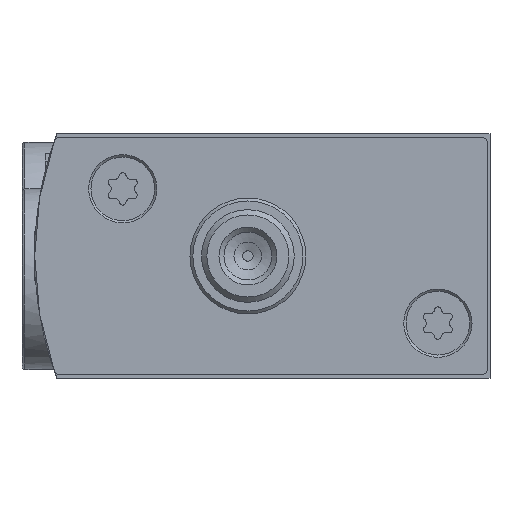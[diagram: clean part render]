
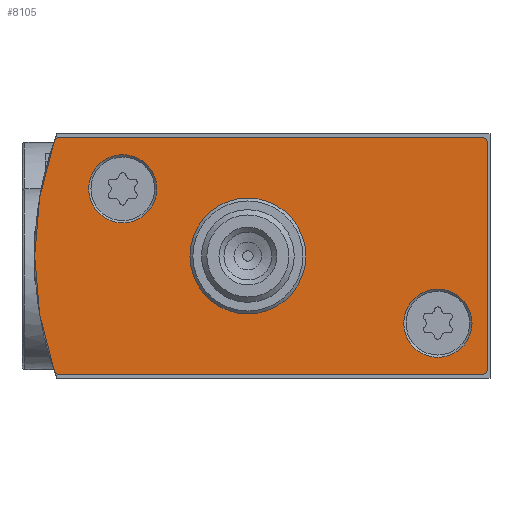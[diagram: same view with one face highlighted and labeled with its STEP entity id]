
A CAD part, left-side view. The second image highlights one B-rep face of the part: STEP entity #8105.
In plain terms, the highlighted planar face has unit normal (-1, 0, 0).
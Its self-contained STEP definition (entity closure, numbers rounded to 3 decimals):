
#849=LINE('',#13884,#1629);
#854=LINE('',#13901,#1634);
#858=LINE('',#13913,#1638);
#1629=VECTOR('',#11390,1000.);
#1634=VECTOR('',#11405,1000.);
#1638=VECTOR('',#11417,1000.);
#3485=ORIENTED_EDGE('',*,*,#4885,.F.);
#3486=ORIENTED_EDGE('',*,*,#4886,.T.);
#3487=ORIENTED_EDGE('',*,*,#4887,.T.);
#3488=ORIENTED_EDGE('',*,*,#4862,.F.);
#3489=ORIENTED_EDGE('',*,*,#4881,.F.);
#3490=ORIENTED_EDGE('',*,*,#4838,.F.);
#3491=ORIENTED_EDGE('',*,*,#4879,.F.);
#3492=ORIENTED_EDGE('',*,*,#4876,.F.);
#3493=ORIENTED_EDGE('',*,*,#4873,.F.);
#3494=ORIENTED_EDGE('',*,*,#4870,.F.);
#3495=ORIENTED_EDGE('',*,*,#4866,.F.);
#4838=EDGE_CURVE('',#5705,#5706,#6136,.T.);
#4862=EDGE_CURVE('',#5729,#5730,#849,.T.);
#4866=EDGE_CURVE('',#5730,#5733,#6145,.T.);
#4870=EDGE_CURVE('',#5733,#5736,#854,.T.);
#4873=EDGE_CURVE('',#5736,#5738,#6148,.T.);
#4876=EDGE_CURVE('',#5738,#5740,#858,.T.);
#4879=EDGE_CURVE('',#5740,#5705,#6150,.T.);
#4881=EDGE_CURVE('',#5706,#5729,#6152,.T.);
#4885=EDGE_CURVE('',#5744,#5744,#6156,.F.);
#4886=EDGE_CURVE('',#5745,#5745,#6157,.T.);
#4887=EDGE_CURVE('',#5746,#5746,#6158,.T.);
#5705=VERTEX_POINT('',#13827);
#5706=VERTEX_POINT('',#13828);
#5729=VERTEX_POINT('',#13885);
#5730=VERTEX_POINT('',#13886);
#5733=VERTEX_POINT('',#13894);
#5736=VERTEX_POINT('',#13902);
#5738=VERTEX_POINT('',#13908);
#5740=VERTEX_POINT('',#13914);
#5744=VERTEX_POINT('',#13931);
#5745=VERTEX_POINT('',#13933);
#5746=VERTEX_POINT('',#13935);
#6136=CIRCLE('',#9433,30.);
#6145=CIRCLE('',#9444,0.5);
#6148=CIRCLE('',#9449,0.5);
#6150=CIRCLE('',#9453,0.5);
#6152=CIRCLE('',#9456,0.5);
#6156=CIRCLE('',#9462,5.);
#6157=CIRCLE('',#9463,2.95);
#6158=CIRCLE('',#9464,2.95);
#6659=EDGE_LOOP('',(#3485));
#6660=EDGE_LOOP('',(#3486));
#6661=EDGE_LOOP('',(#3487));
#6662=EDGE_LOOP('',(#3488,#3489,#3490,#3491,#3492,#3493,#3494,#3495));
#7282=FACE_BOUND('',#6659,.T.);
#7283=FACE_BOUND('',#6660,.T.);
#7284=FACE_BOUND('',#6661,.T.);
#7285=FACE_BOUND('',#6662,.T.);
#7690=PLANE('',#9461);
#8105=ADVANCED_FACE('',(#7282,#7283,#7284,#7285),#7690,.F.);
#9433=AXIS2_PLACEMENT_3D('',#13826,#11358,#11359);
#9444=AXIS2_PLACEMENT_3D('',#13893,#11396,#11397);
#9449=AXIS2_PLACEMENT_3D('',#13907,#11410,#11411);
#9453=AXIS2_PLACEMENT_3D('',#13919,#11422,#11423);
#9456=AXIS2_PLACEMENT_3D('',#13922,#11428,#11429);
#9461=AXIS2_PLACEMENT_3D('',#13929,#11438,#11439);
#9462=AXIS2_PLACEMENT_3D('',#13930,#11440,#11441);
#9463=AXIS2_PLACEMENT_3D('',#13932,#11442,#11443);
#9464=AXIS2_PLACEMENT_3D('',#13934,#11444,#11445);
#11358=DIRECTION('',(1.,0.,0.));
#11359=DIRECTION('',(0.,0.,-1.));
#11390=DIRECTION('',(0.,-1.,0.));
#11396=DIRECTION('',(1.,0.,0.));
#11397=DIRECTION('',(0.,0.,-1.));
#11405=DIRECTION('',(0.,0.,-1.));
#11410=DIRECTION('',(1.,0.,0.));
#11411=DIRECTION('',(0.,0.,-1.));
#11417=DIRECTION('',(0.,1.,0.));
#11422=DIRECTION('',(1.,0.,0.));
#11423=DIRECTION('',(0.,0.,-1.));
#11428=DIRECTION('',(1.,0.,0.));
#11429=DIRECTION('',(0.,0.,-1.));
#11438=DIRECTION('',(1.,0.,0.));
#11439=DIRECTION('',(0.,0.,-1.));
#11440=DIRECTION('',(1.,0.,0.));
#11441=DIRECTION('',(0.,0.,-1.));
#11442=DIRECTION('',(1.,0.,0.));
#11443=DIRECTION('',(0.,0.,-1.));
#11444=DIRECTION('',(1.,0.,0.));
#11445=DIRECTION('',(0.,0.,-1.));
#13826=CARTESIAN_POINT('',(0.,9.3,0.));
#13827=CARTESIAN_POINT('',(0.,37.614,-9.915));
#13828=CARTESIAN_POINT('',(0.,37.614,9.915));
#13884=CARTESIAN_POINT('',(0.,37.142,10.25));
#13885=CARTESIAN_POINT('',(0.,37.142,10.25));
#13886=CARTESIAN_POINT('',(0.,0.7,10.25));
#13893=CARTESIAN_POINT('',(0.,0.7,9.75));
#13894=CARTESIAN_POINT('',(0.,0.2,9.75));
#13901=CARTESIAN_POINT('',(0.,0.2,9.75));
#13902=CARTESIAN_POINT('',(0.,0.2,-9.75));
#13907=CARTESIAN_POINT('',(0.,0.7,-9.75));
#13908=CARTESIAN_POINT('',(0.,0.7,-10.25));
#13913=CARTESIAN_POINT('',(0.,0.7,-10.25));
#13914=CARTESIAN_POINT('',(0.,37.142,-10.25));
#13919=CARTESIAN_POINT('',(0.,37.142,-9.75));
#13922=CARTESIAN_POINT('',(0.,37.142,9.75));
#13929=CARTESIAN_POINT('',(0.,0.7,9.75));
#13930=CARTESIAN_POINT('',(0.,20.9,0.));
#13931=CARTESIAN_POINT('',(0.,20.9,-5.));
#13932=CARTESIAN_POINT('',(0.,31.7,5.8));
#13933=CARTESIAN_POINT('',(0.,31.7,2.85));
#13934=CARTESIAN_POINT('',(0.,4.5,-5.8));
#13935=CARTESIAN_POINT('',(0.,4.5,-8.75));
